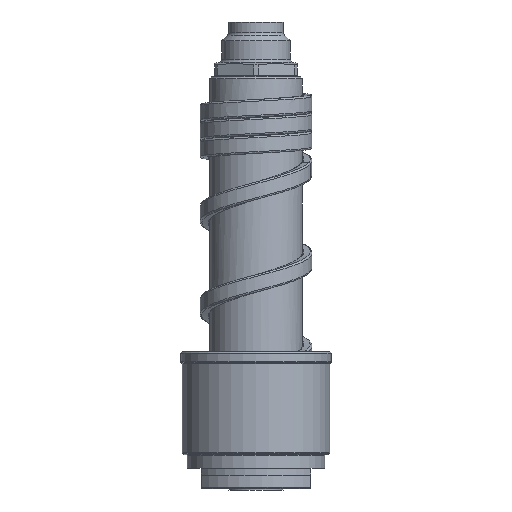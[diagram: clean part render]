
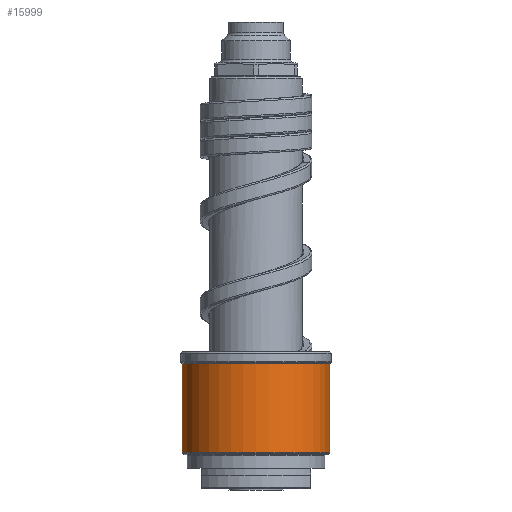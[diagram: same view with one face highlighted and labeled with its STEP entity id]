
A CAD part, front view. The second image highlights one B-rep face of the part: STEP entity #15999.
In plain terms, the highlighted cylindrical face has radius 21.5 mm (diameter 43 mm), a partial arc.
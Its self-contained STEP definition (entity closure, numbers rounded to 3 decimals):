
#6139=CARTESIAN_POINT('',(0.,0.,10.583));
#6140=DIRECTION('',(0.,0.,1.));
#6141=DIRECTION('',(-1.,0.,0.));
#6142=AXIS2_PLACEMENT_3D('',#6139,#6140,#6141);
#6144=DIRECTION('',(0.,0.,-1.));
#6145=VECTOR('',#6144,25.834);
#6146=CARTESIAN_POINT('',(-21.5,0.,36.417));
#6147=LINE('',#6146,#6145);
#6148=CARTESIAN_POINT('',(0.,0.,36.417));
#6149=DIRECTION('',(0.,0.,1.));
#6150=DIRECTION('',(-1.,0.,0.));
#6151=AXIS2_PLACEMENT_3D('',#6148,#6149,#6150);
#6153=DIRECTION('',(0.,0.,-1.));
#6154=VECTOR('',#6153,25.834);
#6155=CARTESIAN_POINT('',(21.5,0.,36.417));
#6156=LINE('',#6155,#6154);
#6493=CARTESIAN_POINT('',(21.5,0.,36.417));
#6494=CARTESIAN_POINT('',(-21.5,0.,36.417));
#6495=VERTEX_POINT('',#6493);
#6496=VERTEX_POINT('',#6494);
#6519=CARTESIAN_POINT('',(21.5,0.,10.583));
#6520=VERTEX_POINT('',#6519);
#6521=CARTESIAN_POINT('',(-21.5,0.,10.583));
#6522=VERTEX_POINT('',#6521);
#15987=CARTESIAN_POINT('',(0.,0.,8.5));
#15988=DIRECTION('',(0.,0.,1.));
#15989=DIRECTION('',(-1.,0.,0.));
#15990=AXIS2_PLACEMENT_3D('',#15987,#15988,#15989);
#15991=CYLINDRICAL_SURFACE('',#15990,21.5);
#15992=ORIENTED_EDGE('',*,*,#14000,.F.);
#15993=ORIENTED_EDGE('',*,*,#13981,.F.);
#15995=ORIENTED_EDGE('',*,*,#15994,.T.);
#15996=ORIENTED_EDGE('',*,*,#13977,.T.);
#15997=EDGE_LOOP('',(#15992,#15993,#15995,#15996));
#15998=FACE_OUTER_BOUND('',#15997,.F.);
#6143=CIRCLE('',#6142,21.5);
#6152=CIRCLE('',#6151,21.5);
#13977=EDGE_CURVE('',#6495,#6520,#6156,.T.);
#13981=EDGE_CURVE('',#6496,#6522,#6147,.T.);
#14000=EDGE_CURVE('',#6522,#6520,#6143,.T.);
#15994=EDGE_CURVE('',#6496,#6495,#6152,.T.);
#15999=ADVANCED_FACE('',(#15998),#15991,.T.);
